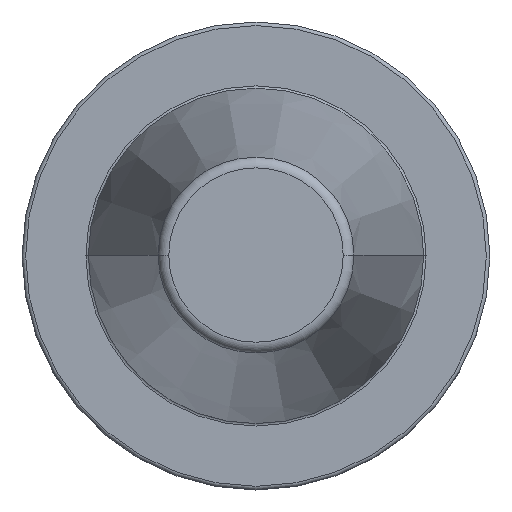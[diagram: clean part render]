
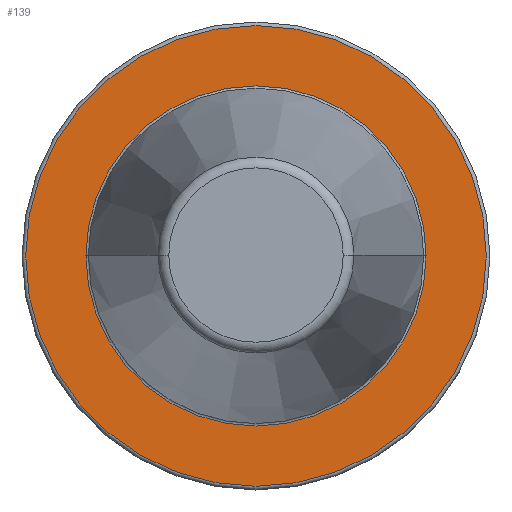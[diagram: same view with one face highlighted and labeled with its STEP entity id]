
A CAD part, top view. The second image highlights one B-rep face of the part: STEP entity #139.
In plain terms, the highlighted planar face has unit normal (0, 0, 1).
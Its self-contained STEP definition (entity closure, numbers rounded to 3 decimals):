
#139=ADVANCED_FACE('',(#170,#171),#161,.F.);
#161=PLANE('',#579);
#170=FACE_BOUND('',#192,.T.);
#171=FACE_BOUND('',#193,.T.);
#192=EDGE_LOOP('',(#272,#273));
#193=EDGE_LOOP('',(#274));
#272=ORIENTED_EDGE('',*,*,#390,.T.);
#273=ORIENTED_EDGE('',*,*,#392,.T.);
#274=ORIENTED_EDGE('',*,*,#427,.T.);
#349=VERTEX_POINT('',#817);
#352=VERTEX_POINT('',#822);
#375=VERTEX_POINT('',#896);
#390=EDGE_CURVE('',#349,#352,#455,.T.);
#392=EDGE_CURVE('',#352,#349,#457,.T.);
#427=EDGE_CURVE('',#375,#375,#483,.T.);
#455=CIRCLE('',#537,35.425);
#457=CIRCLE('',#540,35.425);
#483=CIRCLE('',#578,47.975);
#537=AXIS2_PLACEMENT_3D('',#823,#635,#636);
#540=AXIS2_PLACEMENT_3D('',#826,#641,#642);
#578=AXIS2_PLACEMENT_3D('',#895,#726,#727);
#579=AXIS2_PLACEMENT_3D('',#897,#728,#729);
#635=DIRECTION('',(0.,0.,-1.));
#636=DIRECTION('',(-1.,0.,0.));
#641=DIRECTION('',(0.,0.,-1.));
#642=DIRECTION('',(-1.,0.,0.));
#726=DIRECTION('',(0.,0.,1.));
#727=DIRECTION('',(-1.,0.,0.));
#728=DIRECTION('',(0.,0.,-1.));
#729=DIRECTION('',(1.,0.,0.));
#817=CARTESIAN_POINT('',(-35.425,0.,-3.2));
#822=CARTESIAN_POINT('',(35.425,0.,-3.2));
#823=CARTESIAN_POINT('',(0.,0.,-3.2));
#826=CARTESIAN_POINT('',(0.,0.,-3.2));
#895=CARTESIAN_POINT('',(0.,0.,-3.2));
#896=CARTESIAN_POINT('',(-47.975,0.,-3.2));
#897=CARTESIAN_POINT('',(0.,35.425,-3.2));
